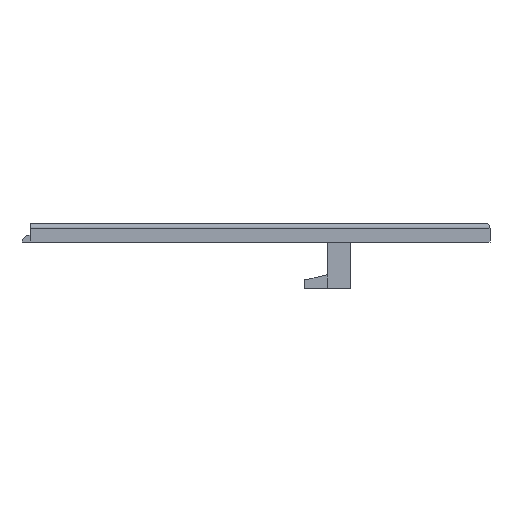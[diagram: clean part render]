
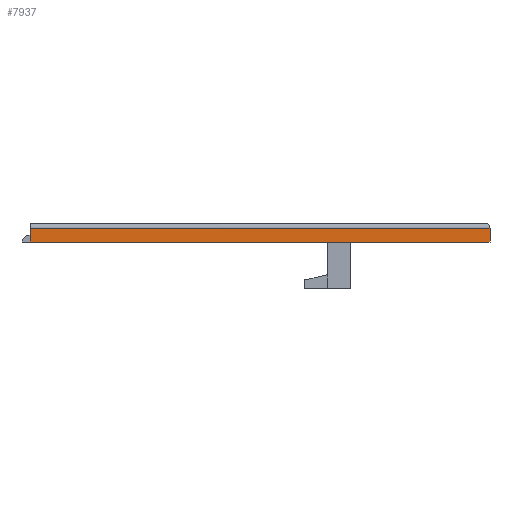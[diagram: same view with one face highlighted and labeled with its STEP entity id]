
A CAD part, left-side view. The second image highlights one B-rep face of the part: STEP entity #7937.
In plain terms, the highlighted planar face has unit normal (-1, 0, 0).
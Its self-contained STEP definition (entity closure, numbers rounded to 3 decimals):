
#145 = VERTEX_POINT('',#146);
#146 = CARTESIAN_POINT('',(-104.,49.,0.));
#152 = EDGE_CURVE('',#153,#145,#155,.T.);
#153 = VERTEX_POINT('',#154);
#154 = CARTESIAN_POINT('',(-104.,49.,3.));
#155 = LINE('',#156,#157);
#156 = CARTESIAN_POINT('',(-104.,49.,4.));
#157 = VECTOR('',#158,1.);
#158 = DIRECTION('',(-0.,-0.,-1.));
#7893 = VERTEX_POINT('',#7894);
#7894 = CARTESIAN_POINT('',(-104.,-50.,3.));
#7901 = EDGE_CURVE('',#7893,#153,#7902,.T.);
#7902 = LINE('',#7903,#7904);
#7903 = CARTESIAN_POINT('',(-104.,-50.,3.));
#7904 = VECTOR('',#7905,1.);
#7905 = DIRECTION('',(0.,1.,0.));
#7937 = ADVANCED_FACE('',(#7938),#7956,.T.);
#7938 = FACE_BOUND('',#7939,.T.);
#7939 = EDGE_LOOP('',(#7940,#7941,#7949,#7955));
#7940 = ORIENTED_EDGE('',*,*,#152,.T.);
#7941 = ORIENTED_EDGE('',*,*,#7942,.F.);
#7942 = EDGE_CURVE('',#7943,#145,#7945,.T.);
#7943 = VERTEX_POINT('',#7944);
#7944 = CARTESIAN_POINT('',(-104.,-50.,0.));
#7945 = LINE('',#7946,#7947);
#7946 = CARTESIAN_POINT('',(-104.,-50.,0.));
#7947 = VECTOR('',#7948,1.);
#7948 = DIRECTION('',(0.,1.,0.));
#7949 = ORIENTED_EDGE('',*,*,#7950,.T.);
#7950 = EDGE_CURVE('',#7943,#7893,#7951,.T.);
#7951 = LINE('',#7952,#7953);
#7952 = CARTESIAN_POINT('',(-104.,-50.,0.));
#7953 = VECTOR('',#7954,1.);
#7954 = DIRECTION('',(0.,0.,1.));
#7955 = ORIENTED_EDGE('',*,*,#7901,.T.);
#7956 = PLANE('',#7957);
#7957 = AXIS2_PLACEMENT_3D('',#7958,#7959,#7960);
#7958 = CARTESIAN_POINT('',(-104.,-50.,0.));
#7959 = DIRECTION('',(-1.,0.,0.));
#7960 = DIRECTION('',(0.,1.,0.));
